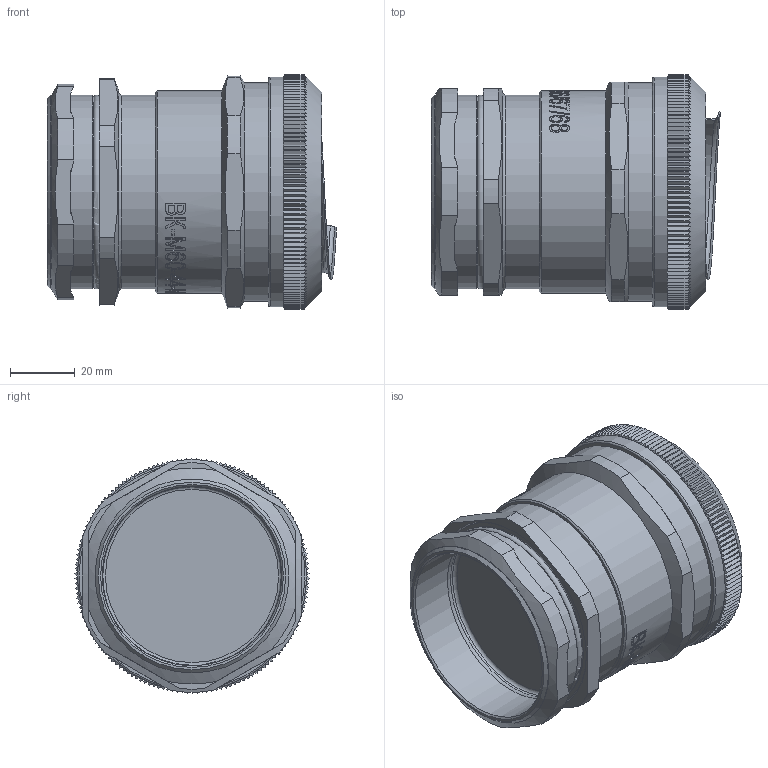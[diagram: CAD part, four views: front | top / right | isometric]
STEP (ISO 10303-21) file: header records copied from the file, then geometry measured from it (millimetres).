
FILE_DESCRIPTION(/* description */ (''),/* implementation_level */ '2;1');
FILE_NAME(/* name */ 'Модель ВК-М60-44-МР50.stp',/* time_stamp */ '2020-07-17T13:15:24+07:00',/* author */ ('Борисов Е'),/* organization */ (''),/* preprocessor_version */ 'ST-DEVELOPER v17',/* originating_system */ 'Autodesk Inventor 2019',/* authorisation */ '');
FILE_SCHEMA (('AUTOMOTIVE_DESIGN { 1 0 10303 214 3 1 1 }'));
Length unit declared in the file: millimetre
Products named in the file (1): Модель ВК-М6
0-44-МР50
Bounding box: 89.47 x 72.53 x 72.55 mm (x, y, z)
Volume: 192487 mm3; surface area: 46792.5 mm2
Topology: 2 solids, 2 shells, 924 faces, 2571 edges, 1721 vertices
Faces by surface type: plane 513, bspline 288, cylinder 93, cone 23, torus 7
Full cylindrical faces by diameter (mm): 49.2 x1, 50 x1, 55.6 x2, 59 x2, 60 x3, 61.2 x1, 62.6 x1, 66 x1, 66.4 x1, 67.8 x1, 71 x1
Entity records: 36463 total; most frequent: CARTESIAN_POINT 15295, ORIENTED_EDGE 5142, DIRECTION 2975, EDGE_CURVE 2571, VERTEX_POINT 1721, EDGE_LOOP 996, LINE 995, VECTOR 995
